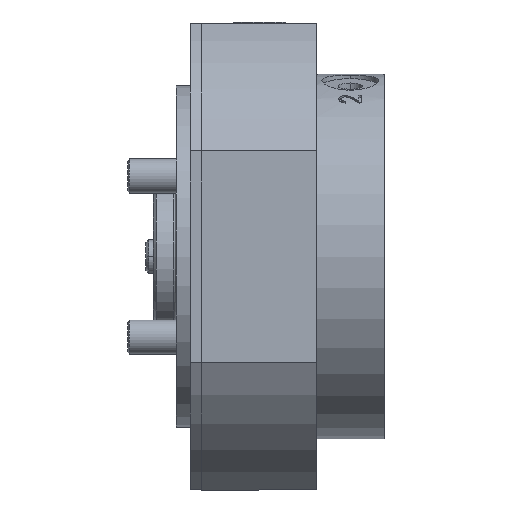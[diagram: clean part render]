
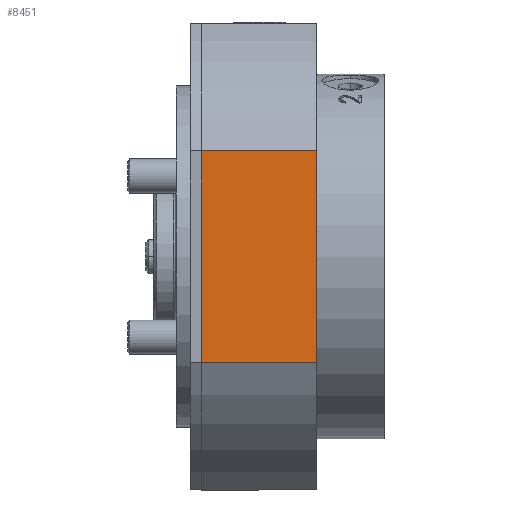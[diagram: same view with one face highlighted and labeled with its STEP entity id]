
A CAD part, left-side view. The second image highlights one B-rep face of the part: STEP entity #8451.
In plain terms, the highlighted planar face has unit normal (-1, 0, 0).
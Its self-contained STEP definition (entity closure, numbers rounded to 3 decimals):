
#758 = VECTOR ( 'NONE', #18351, 1000. ) ;
#1008 = ORIENTED_EDGE ( 'NONE', *, *, #17491, .T. ) ;
#1244 = EDGE_LOOP ( 'NONE', ( #14122, #6855, #13996, #1008 ) ) ;
#1462 = LINE ( 'NONE', #14227, #9240 ) ;
#1659 = AXIS2_PLACEMENT_3D ( 'NONE', #7522, #6078, #16880 ) ;
#3869 = EDGE_CURVE ( 'NONE', #12954, #4629, #15784, .T. ) ;
#3878 = CARTESIAN_POINT ( 'NONE',  ( -41., -4.475, 0. ) ) ;
#4629 = VERTEX_POINT ( 'NONE', #5908 ) ;
#4997 = DIRECTION ( 'NONE',  ( 0., 1., 0. ) ) ;
#5383 = LINE ( 'NONE', #15198, #758 ) ;
#5908 = CARTESIAN_POINT ( 'NONE',  ( -41., -4.475, -18.547 ) ) ;
#6078 = DIRECTION ( 'NONE',  ( -1., 0., 0. ) ) ;
#6404 = DIRECTION ( 'NONE',  ( 0., 0., 1. ) ) ;
#6855 = ORIENTED_EDGE ( 'NONE', *, *, #3869, .T. ) ;
#7053 = FACE_OUTER_BOUND ( 'NONE', #1244, .T. ) ;
#7232 = CARTESIAN_POINT ( 'NONE',  ( -41., -24.675, 18.547 ) ) ;
#7522 = CARTESIAN_POINT ( 'NONE',  ( -41., -24.675, 41. ) ) ;
#7975 = CARTESIAN_POINT ( 'NONE',  ( -41., -24.675, 0. ) ) ;
#8451 = ADVANCED_FACE ( 'NONE', ( #7053 ), #15298, .T. ) ;
#9240 = VECTOR ( 'NONE', #4997, 1000. ) ;
#11143 = LINE ( 'NONE', #7975, #15207 ) ;
#12157 = CARTESIAN_POINT ( 'NONE',  ( -41., -24.675, -18.547 ) ) ;
#12954 = VERTEX_POINT ( 'NONE', #17082 ) ;
#13008 = DIRECTION ( 'NONE',  ( 0., 0., -1. ) ) ;
#13348 = EDGE_CURVE ( 'NONE', #4629, #16008, #5383, .T. ) ;
#13996 = ORIENTED_EDGE ( 'NONE', *, *, #13348, .T. ) ;
#14122 = ORIENTED_EDGE ( 'NONE', *, *, #17057, .T. ) ;
#14227 = CARTESIAN_POINT ( 'NONE',  ( -41., 0.325, 18.547 ) ) ;
#15198 = CARTESIAN_POINT ( 'NONE',  ( -41., 0.325, -18.547 ) ) ;
#15207 = VECTOR ( 'NONE', #6404, 1000. ) ;
#15257 = VERTEX_POINT ( 'NONE', #7232 ) ;
#15298 = PLANE ( 'NONE',  #1659 ) ;
#15784 = LINE ( 'NONE', #3878, #19961 ) ;
#16008 = VERTEX_POINT ( 'NONE', #12157 ) ;
#16880 = DIRECTION ( 'NONE',  ( 0., 0., 1. ) ) ;
#17057 = EDGE_CURVE ( 'NONE', #15257, #12954, #1462, .T. ) ;
#17082 = CARTESIAN_POINT ( 'NONE',  ( -41., -4.475, 18.547 ) ) ;
#17491 = EDGE_CURVE ( 'NONE', #16008, #15257, #11143, .T. ) ;
#18351 = DIRECTION ( 'NONE',  ( 0., -1., 0. ) ) ;
#19961 = VECTOR ( 'NONE', #13008, 1000. ) ;
